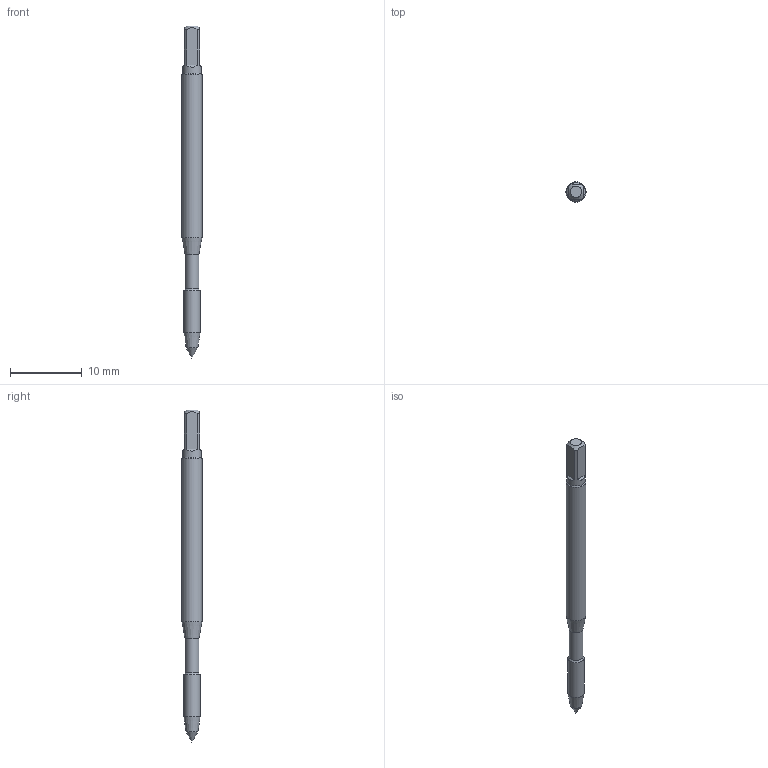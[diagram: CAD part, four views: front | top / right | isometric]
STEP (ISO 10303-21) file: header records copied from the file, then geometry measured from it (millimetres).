
FILE_DESCRIPTION(/* description */ (''),/* implementation_level */ '2;1');
FILE_NAME(/* name */ 'T34-PH01B03-2.2X0.45-63R.stp',/* time_stamp */ '2022-03-25T14:41:40+01:00',/* author */ (''),/* organization */ (''),/* preprocessor_version */ 'ST-DEVELOPER v18.1',/* originating_system */ 'SIEMENS PLM Software NX 2000',/* authorisation */ '');
FILE_SCHEMA (('AUTOMOTIVE_DESIGN { 1 0 10303 214 3 1 1 1 }'));
Length unit declared in the file: millimetre
Products named in the file (1): AGU06183378ah52
Bounding box: 2.8 x 2.8 x 46.43 mm (x, y, z)
Volume: 227.3 mm3; surface area: 373.5 mm2
Topology: 2 solids, 2 shells, 21 faces, 50 edges, 36 vertices
Faces by surface type: plane 11, cone 5, cylinder 4, torus 1
Full cylindrical faces by diameter (mm): 1.95 x1, 2.268 x1, 2.6 x1, 2.8 x1
Entity records: 650 total; most frequent: CARTESIAN_POINT 144, DIRECTION 98, ORIENTED_EDGE 68, AXIS2_PLACEMENT_3D 43, EDGE_CURVE 34, EDGE_LOOP 30, VERTEX_POINT 27, ADVANCED_FACE 21
